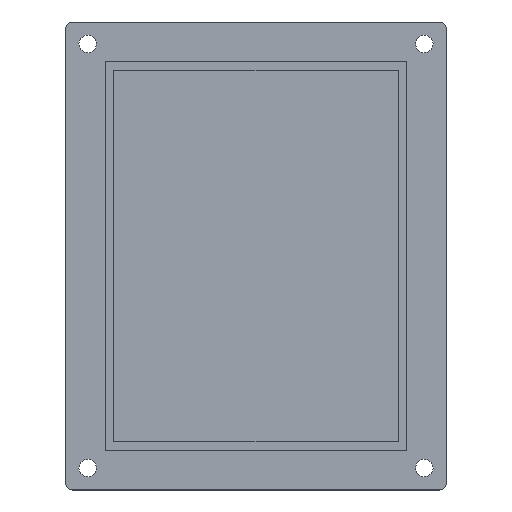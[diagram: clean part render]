
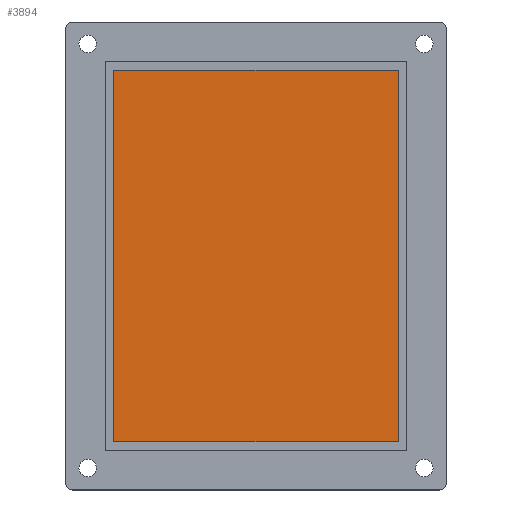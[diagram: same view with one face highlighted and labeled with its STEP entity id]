
A CAD part, top view. The second image highlights one B-rep face of the part: STEP entity #3894.
In plain terms, the highlighted planar face has unit normal (0, 0, 1).
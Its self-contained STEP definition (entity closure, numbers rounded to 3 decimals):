
#2815 = PLANE('',#2816);
#2816 = AXIS2_PLACEMENT_3D('',#2817,#2818,#2819);
#2817 = CARTESIAN_POINT('',(-16.25,21.25,8.));
#2818 = DIRECTION('',(0.,-1.,0.));
#2819 = DIRECTION('',(1.,0.,0.));
#2841 = PLANE('',#2842);
#2842 = AXIS2_PLACEMENT_3D('',#2843,#2844,#2845);
#2843 = CARTESIAN_POINT('',(-16.25,-21.25,8.));
#2844 = DIRECTION('',(1.,0.,0.));
#2845 = DIRECTION('',(0.,1.,0.));
#2867 = PLANE('',#2868);
#2868 = AXIS2_PLACEMENT_3D('',#2869,#2870,#2871);
#2869 = CARTESIAN_POINT('',(16.25,-21.25,8.));
#2870 = DIRECTION('',(0.,1.,0.));
#2871 = DIRECTION('',(-1.,0.,0.));
#2891 = PLANE('',#2892);
#2892 = AXIS2_PLACEMENT_3D('',#2893,#2894,#2895);
#2893 = CARTESIAN_POINT('',(16.25,21.25,8.));
#2894 = DIRECTION('',(-1.,0.,0.));
#2895 = DIRECTION('',(0.,-1.,0.));
#3699 = VERTEX_POINT('',#3700);
#3700 = CARTESIAN_POINT('',(-16.25,21.25,1.));
#3721 = EDGE_CURVE('',#3699,#3722,#3724,.T.);
#3722 = VERTEX_POINT('',#3723);
#3723 = CARTESIAN_POINT('',(16.25,21.25,1.));
#3724 = SURFACE_CURVE('',#3725,(#3729,#3736),.PCURVE_S1.);
#3725 = LINE('',#3726,#3727);
#3726 = CARTESIAN_POINT('',(-16.25,21.25,1.));
#3727 = VECTOR('',#3728,1.);
#3728 = DIRECTION('',(1.,0.,0.));
#3729 = PCURVE('',#2815,#3730);
#3730 = DEFINITIONAL_REPRESENTATION('',(#3731),#3735);
#3731 = LINE('',#3732,#3733);
#3732 = CARTESIAN_POINT('',(0.,-7.));
#3733 = VECTOR('',#3734,1.);
#3734 = DIRECTION('',(1.,0.));
#3735 = ( GEOMETRIC_REPRESENTATION_CONTEXT(2) 
PARAMETRIC_REPRESENTATION_CONTEXT() REPRESENTATION_CONTEXT('2D SPACE',''
  ) );
#3736 = PCURVE('',#3737,#3742);
#3737 = PLANE('',#3738);
#3738 = AXIS2_PLACEMENT_3D('',#3739,#3740,#3741);
#3739 = CARTESIAN_POINT('',(0.,0.,1.));
#3740 = DIRECTION('',(-0.,-0.,-1.));
#3741 = DIRECTION('',(-1.,0.,0.));
#3742 = DEFINITIONAL_REPRESENTATION('',(#3743),#3747);
#3743 = LINE('',#3744,#3745);
#3744 = CARTESIAN_POINT('',(16.25,21.25));
#3745 = VECTOR('',#3746,1.);
#3746 = DIRECTION('',(-1.,0.));
#3747 = ( GEOMETRIC_REPRESENTATION_CONTEXT(2) 
PARAMETRIC_REPRESENTATION_CONTEXT() REPRESENTATION_CONTEXT('2D SPACE',''
  ) );
#3775 = EDGE_CURVE('',#3722,#3776,#3778,.T.);
#3776 = VERTEX_POINT('',#3777);
#3777 = CARTESIAN_POINT('',(16.25,-21.25,1.));
#3778 = SURFACE_CURVE('',#3779,(#3783,#3790),.PCURVE_S1.);
#3779 = LINE('',#3780,#3781);
#3780 = CARTESIAN_POINT('',(16.25,21.25,1.));
#3781 = VECTOR('',#3782,1.);
#3782 = DIRECTION('',(0.,-1.,0.));
#3783 = PCURVE('',#2891,#3784);
#3784 = DEFINITIONAL_REPRESENTATION('',(#3785),#3789);
#3785 = LINE('',#3786,#3787);
#3786 = CARTESIAN_POINT('',(0.,-7.));
#3787 = VECTOR('',#3788,1.);
#3788 = DIRECTION('',(1.,0.));
#3789 = ( GEOMETRIC_REPRESENTATION_CONTEXT(2) 
PARAMETRIC_REPRESENTATION_CONTEXT() REPRESENTATION_CONTEXT('2D SPACE',''
  ) );
#3790 = PCURVE('',#3737,#3791);
#3791 = DEFINITIONAL_REPRESENTATION('',(#3792),#3796);
#3792 = LINE('',#3793,#3794);
#3793 = CARTESIAN_POINT('',(-16.25,21.25));
#3794 = VECTOR('',#3795,1.);
#3795 = DIRECTION('',(0.,-1.));
#3796 = ( GEOMETRIC_REPRESENTATION_CONTEXT(2) 
PARAMETRIC_REPRESENTATION_CONTEXT() REPRESENTATION_CONTEXT('2D SPACE',''
  ) );
#3824 = EDGE_CURVE('',#3776,#3825,#3827,.T.);
#3825 = VERTEX_POINT('',#3826);
#3826 = CARTESIAN_POINT('',(-16.25,-21.25,1.));
#3827 = SURFACE_CURVE('',#3828,(#3832,#3839),.PCURVE_S1.);
#3828 = LINE('',#3829,#3830);
#3829 = CARTESIAN_POINT('',(16.25,-21.25,1.));
#3830 = VECTOR('',#3831,1.);
#3831 = DIRECTION('',(-1.,0.,0.));
#3832 = PCURVE('',#2867,#3833);
#3833 = DEFINITIONAL_REPRESENTATION('',(#3834),#3838);
#3834 = LINE('',#3835,#3836);
#3835 = CARTESIAN_POINT('',(0.,-7.));
#3836 = VECTOR('',#3837,1.);
#3837 = DIRECTION('',(1.,0.));
#3838 = ( GEOMETRIC_REPRESENTATION_CONTEXT(2) 
PARAMETRIC_REPRESENTATION_CONTEXT() REPRESENTATION_CONTEXT('2D SPACE',''
  ) );
#3839 = PCURVE('',#3737,#3840);
#3840 = DEFINITIONAL_REPRESENTATION('',(#3841),#3845);
#3841 = LINE('',#3842,#3843);
#3842 = CARTESIAN_POINT('',(-16.25,-21.25));
#3843 = VECTOR('',#3844,1.);
#3844 = DIRECTION('',(1.,0.));
#3845 = ( GEOMETRIC_REPRESENTATION_CONTEXT(2) 
PARAMETRIC_REPRESENTATION_CONTEXT() REPRESENTATION_CONTEXT('2D SPACE',''
  ) );
#3873 = EDGE_CURVE('',#3825,#3699,#3874,.T.);
#3874 = SURFACE_CURVE('',#3875,(#3879,#3886),.PCURVE_S1.);
#3875 = LINE('',#3876,#3877);
#3876 = CARTESIAN_POINT('',(-16.25,-21.25,1.));
#3877 = VECTOR('',#3878,1.);
#3878 = DIRECTION('',(0.,1.,0.));
#3879 = PCURVE('',#2841,#3880);
#3880 = DEFINITIONAL_REPRESENTATION('',(#3881),#3885);
#3881 = LINE('',#3882,#3883);
#3882 = CARTESIAN_POINT('',(0.,-7.));
#3883 = VECTOR('',#3884,1.);
#3884 = DIRECTION('',(1.,0.));
#3885 = ( GEOMETRIC_REPRESENTATION_CONTEXT(2) 
PARAMETRIC_REPRESENTATION_CONTEXT() REPRESENTATION_CONTEXT('2D SPACE',''
  ) );
#3886 = PCURVE('',#3737,#3887);
#3887 = DEFINITIONAL_REPRESENTATION('',(#3888),#3892);
#3888 = LINE('',#3889,#3890);
#3889 = CARTESIAN_POINT('',(16.25,-21.25));
#3890 = VECTOR('',#3891,1.);
#3891 = DIRECTION('',(0.,1.));
#3892 = ( GEOMETRIC_REPRESENTATION_CONTEXT(2) 
PARAMETRIC_REPRESENTATION_CONTEXT() REPRESENTATION_CONTEXT('2D SPACE',''
  ) );
#3894 = ADVANCED_FACE('',(#3895),#3737,.F.);
#3895 = FACE_BOUND('',#3896,.F.);
#3896 = EDGE_LOOP('',(#3897,#3898,#3899,#3900));
#3897 = ORIENTED_EDGE('',*,*,#3721,.T.);
#3898 = ORIENTED_EDGE('',*,*,#3775,.T.);
#3899 = ORIENTED_EDGE('',*,*,#3824,.T.);
#3900 = ORIENTED_EDGE('',*,*,#3873,.T.);
